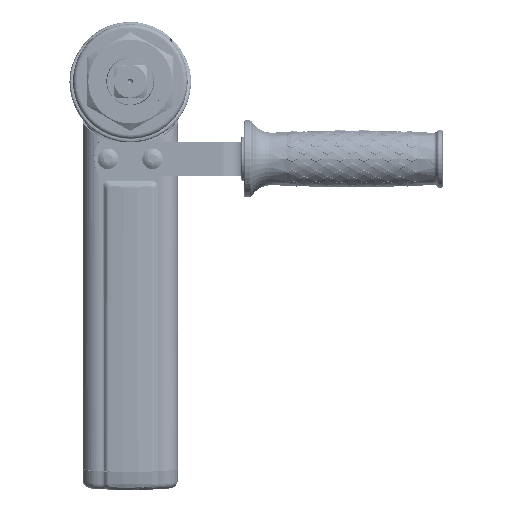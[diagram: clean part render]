
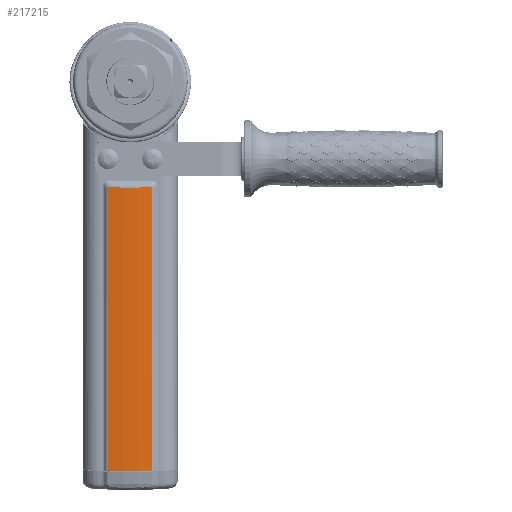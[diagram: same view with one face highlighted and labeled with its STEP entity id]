
A CAD part, top view. The second image highlights one B-rep face of the part: STEP entity #217215.
In plain terms, the highlighted cylindrical face has radius 86.25 mm (diameter 172.5 mm), a partial arc.
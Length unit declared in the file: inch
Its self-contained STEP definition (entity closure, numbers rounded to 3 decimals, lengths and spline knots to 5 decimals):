
#72349=CARTESIAN_POINT('',(0.,-8.95669,-3.1014));
#72350=DIRECTION('',(0.,-1.,0.));
#72351=DIRECTION('',(0.149,0.,0.989));
#72352=AXIS2_PLACEMENT_3D('',#72349,#72350,#72351);
#72440=DIRECTION('',(0.,-1.,0.));
#72441=VECTOR('',#72440,6.5104);
#72442=CARTESIAN_POINT('',(-0.50631,-2.44629,
0.25632));
#72443=LINE('',#72442,#72441);
#72444=CARTESIAN_POINT('',(-0.45627,-2.41151,
0.26348));
#72445=CARTESIAN_POINT('',(-0.45803,-2.41128,
0.26324));
#72446=CARTESIAN_POINT('',(-0.46142,-2.41093,
0.26278));
#72447=CARTESIAN_POINT('',(-0.46605,-2.41074,
0.26214));
#72448=CARTESIAN_POINT('',(-0.47027,-2.41082,
0.26155));
#72449=CARTESIAN_POINT('',(-0.47412,-2.41114,
0.26101));
#72450=CARTESIAN_POINT('',(-0.47763,-2.41166,
0.26052));
#72451=CARTESIAN_POINT('',(-0.48083,-2.41236,
0.26006));
#72452=CARTESIAN_POINT('',(-0.48375,-2.41321,
0.25964));
#72453=CARTESIAN_POINT('',(-0.4864,-2.41419,
0.25926));
#72454=CARTESIAN_POINT('',(-0.48883,-2.4153,
0.2589));
#72455=CARTESIAN_POINT('',(-0.49105,-2.41651,
0.25858));
#72456=CARTESIAN_POINT('',(-0.49308,-2.41782,
0.25828));
#72457=CARTESIAN_POINT('',(-0.49493,-2.41924,
0.25801));
#72458=CARTESIAN_POINT('',(-0.49664,-2.42075,
0.25776));
#72459=CARTESIAN_POINT('',(-0.49819,-2.42236,
0.25753));
#72460=CARTESIAN_POINT('',(-0.49961,-2.42408,
0.25732));
#72461=CARTESIAN_POINT('',(-0.5009,-2.42591,
0.25713));
#72462=CARTESIAN_POINT('',(-0.50207,-2.42786,
0.25695));
#72463=CARTESIAN_POINT('',(-0.50311,-2.42995,
0.2568));
#72464=CARTESIAN_POINT('',(-0.50403,-2.43218,
0.25666));
#72465=CARTESIAN_POINT('',(-0.50481,-2.43459,
0.25654));
#72466=CARTESIAN_POINT('',(-0.50545,-2.43718,
0.25645));
#72467=CARTESIAN_POINT('',(-0.50593,-2.43998,
0.25637));
#72468=CARTESIAN_POINT('',(-0.50624,-2.44299,
0.25633));
#72469=CARTESIAN_POINT('',(-0.50631,-2.44517,
0.25632));
#72470=CARTESIAN_POINT('',(-0.50631,-2.44629,
0.25632));
#72472=CARTESIAN_POINT('',(0.45627,-2.41151,
0.26348));
#72473=CARTESIAN_POINT('',(0.43593,-2.4142,
0.26624));
#72474=CARTESIAN_POINT('',(0.39526,-2.41919,
0.27138));
#72475=CARTESIAN_POINT('',(0.33436,-2.4256,
0.27796));
#72476=CARTESIAN_POINT('',(0.27352,-2.43093,
0.28342));
#72477=CARTESIAN_POINT('',(0.21273,-2.43518,
0.28779));
#72478=CARTESIAN_POINT('',(0.15196,-2.43837,
0.29105));
#72479=CARTESIAN_POINT('',(0.09119,-2.44048,
0.29323));
#72480=CARTESIAN_POINT('',(0.03042,-2.44154,
0.29432));
#72481=CARTESIAN_POINT('',(-0.03036,-2.44154,
0.29432));
#72482=CARTESIAN_POINT('',(-0.09114,-2.44048,
0.29323));
#72483=CARTESIAN_POINT('',(-0.15193,-2.43837,
0.29106));
#72484=CARTESIAN_POINT('',(-0.21272,-2.43518,
0.28779));
#72485=CARTESIAN_POINT('',(-0.27352,-2.43093,
0.28342));
#72486=CARTESIAN_POINT('',(-0.33437,-2.4256,
0.27796));
#72487=CARTESIAN_POINT('',(-0.39527,-2.41919,
0.27138));
#72488=CARTESIAN_POINT('',(-0.43593,-2.4142,
0.26624));
#72489=CARTESIAN_POINT('',(-0.45627,-2.41151,
0.26348));
#72491=CARTESIAN_POINT('',(0.50631,-2.44629,
0.25632));
#72492=CARTESIAN_POINT('',(0.50631,-2.44517,
0.25632));
#72493=CARTESIAN_POINT('',(0.50624,-2.443,
0.25633));
#72494=CARTESIAN_POINT('',(0.50593,-2.43998,
0.25637));
#72495=CARTESIAN_POINT('',(0.50545,-2.43719,
0.25645));
#72496=CARTESIAN_POINT('',(0.50481,-2.43459,
0.25654));
#72497=CARTESIAN_POINT('',(0.50403,-2.43219,
0.25666));
#72498=CARTESIAN_POINT('',(0.50311,-2.42995,
0.2568));
#72499=CARTESIAN_POINT('',(0.50207,-2.42786,
0.25695));
#72500=CARTESIAN_POINT('',(0.50091,-2.42591,
0.25713));
#72501=CARTESIAN_POINT('',(0.49961,-2.42408,
0.25732));
#72502=CARTESIAN_POINT('',(0.49819,-2.42236,
0.25753));
#72503=CARTESIAN_POINT('',(0.49664,-2.42075,
0.25776));
#72504=CARTESIAN_POINT('',(0.49494,-2.41924,
0.25801));
#72505=CARTESIAN_POINT('',(0.49308,-2.41782,
0.25828));
#72506=CARTESIAN_POINT('',(0.49105,-2.41651,
0.25858));
#72507=CARTESIAN_POINT('',(0.48883,-2.4153,
0.2589));
#72508=CARTESIAN_POINT('',(0.4864,-2.41419,
0.25926));
#72509=CARTESIAN_POINT('',(0.48375,-2.41321,
0.25964));
#72510=CARTESIAN_POINT('',(0.48083,-2.41236,
0.26006));
#72511=CARTESIAN_POINT('',(0.47763,-2.41166,
0.26052));
#72512=CARTESIAN_POINT('',(0.47412,-2.41114,
0.26101));
#72513=CARTESIAN_POINT('',(0.47027,-2.41082,
0.26155));
#72514=CARTESIAN_POINT('',(0.46605,-2.41074,
0.26214));
#72515=CARTESIAN_POINT('',(0.46142,-2.41093,
0.26278));
#72516=CARTESIAN_POINT('',(0.45803,-2.41128,
0.26324));
#72517=CARTESIAN_POINT('',(0.45627,-2.41151,
0.26348));
#72519=DIRECTION('',(0.,1.,0.));
#72520=VECTOR('',#72519,6.5104);
#72521=CARTESIAN_POINT('',(0.50631,-8.95669,
0.25632));
#72522=LINE('',#72521,#72520);
#136718=CARTESIAN_POINT('',(0.50631,-8.95669,
0.25632));
#136719=CARTESIAN_POINT('',(-0.50631,-8.95669,
0.25632));
#136720=VERTEX_POINT('',#136718);
#136721=VERTEX_POINT('',#136719);
#136726=VERTEX_POINT('',#72444);
#136727=VERTEX_POINT('',#72470);
#136728=VERTEX_POINT('',#72472);
#136729=VERTEX_POINT('',#72491);
#217199=CARTESIAN_POINT('',(0.,-2.22834,-3.1014));
#217200=DIRECTION('',(0.,-1.,0.));
#217201=DIRECTION('',(1.,0.,0.));
#217202=AXIS2_PLACEMENT_3D('',#217199,#217200,#217201);
#217203=CYLINDRICAL_SURFACE('',#217202,3.39567);
#217204=ORIENTED_EDGE('',*,*,#216955,.T.);
#217205=ORIENTED_EDGE('',*,*,#217103,.F.);
#217206=ORIENTED_EDGE('',*,*,#217189,.F.);
#217208=ORIENTED_EDGE('',*,*,#217207,.F.);
#217210=ORIENTED_EDGE('',*,*,#217209,.F.);
#217212=ORIENTED_EDGE('',*,*,#217211,.F.);
#217213=EDGE_LOOP('',(#217204,#217205,#217206,#217208,#217210,#217212));
#217214=FACE_OUTER_BOUND('',#217213,.F.);
#217215=ADVANCED_FACE('',(#217214),#217203,.T.);
#72353=CIRCLE('',#72352,3.39567);
#72471=B_SPLINE_CURVE_WITH_KNOTS('',3,(#72444,#72445,#72446,#72447,#72448,
#72449,#72450,#72451,#72452,#72453,#72454,#72455,#72456,#72457,#72458,#72459,
#72460,#72461,#72462,#72463,#72464,#72465,#72466,#72467,#72468,#72469,#72470),
.UNSPECIFIED.,.F.,.F.,(4,1,1,1,1,1,1,1,1,1,1,1,1,1,1,1,1,1,1,1,1,1,1,1,4),(0.,
0.04167,0.08333,0.125,0.16667,0.20833,
0.25,0.29167,0.33333,0.375,0.41667,
0.45833,0.5,0.54167,0.58333,0.625,
0.66667,0.70833,0.75,0.79167,0.83333,
0.875,0.91667,0.95833,1.),.UNSPECIFIED.);
#72490=B_SPLINE_CURVE_WITH_KNOTS('',3,(#72472,#72473,#72474,#72475,#72476,
#72477,#72478,#72479,#72480,#72481,#72482,#72483,#72484,#72485,#72486,#72487,
#72488,#72489),.UNSPECIFIED.,.F.,.F.,(4,1,1,1,1,1,1,1,1,1,1,1,1,1,1,4),(0.,
0.06667,0.13333,0.2,0.26667,0.33333,
0.4,0.46667,0.53333,0.6,0.66667,
0.73333,0.8,0.86667,0.93333,1.),
.UNSPECIFIED.);
#72518=B_SPLINE_CURVE_WITH_KNOTS('',3,(#72491,#72492,#72493,#72494,#72495,
#72496,#72497,#72498,#72499,#72500,#72501,#72502,#72503,#72504,#72505,#72506,
#72507,#72508,#72509,#72510,#72511,#72512,#72513,#72514,#72515,#72516,#72517),
.UNSPECIFIED.,.F.,.F.,(4,1,1,1,1,1,1,1,1,1,1,1,1,1,1,1,1,1,1,1,1,1,1,1,4),(0.,
0.04167,0.08333,0.125,0.16667,0.20833,
0.25,0.29167,0.33333,0.375,0.41667,
0.45833,0.5,0.54167,0.58333,0.625,
0.66667,0.70833,0.75,0.79167,0.83333,
0.875,0.91667,0.95833,1.),.UNSPECIFIED.);
#216955=EDGE_CURVE('',#136720,#136721,#72353,.T.);
#217103=EDGE_CURVE('',#136727,#136721,#72443,.T.);
#217189=EDGE_CURVE('',#136726,#136727,#72471,.T.);
#217207=EDGE_CURVE('',#136728,#136726,#72490,.T.);
#217209=EDGE_CURVE('',#136729,#136728,#72518,.T.);
#217211=EDGE_CURVE('',#136720,#136729,#72522,.T.);
